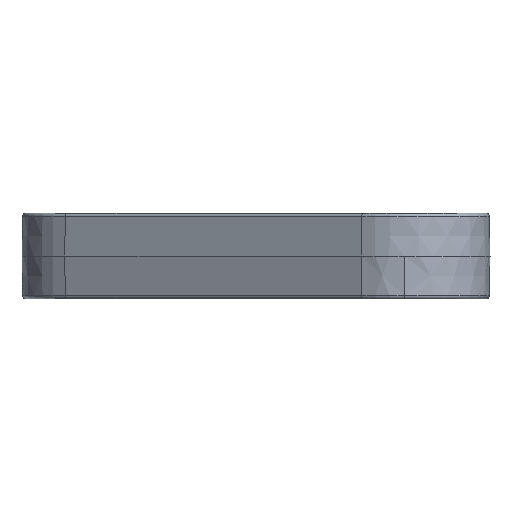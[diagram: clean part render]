
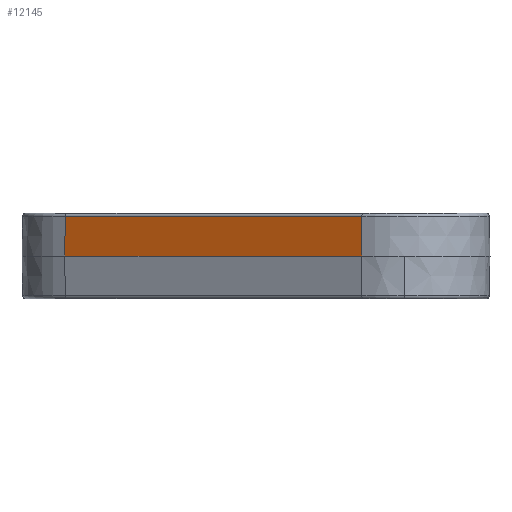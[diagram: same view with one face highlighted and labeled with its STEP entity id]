
A CAD part, left-side view. The second image highlights one B-rep face of the part: STEP entity #12145.
In plain terms, the highlighted planar face has unit normal (-0.866, 0.5, 0.018).
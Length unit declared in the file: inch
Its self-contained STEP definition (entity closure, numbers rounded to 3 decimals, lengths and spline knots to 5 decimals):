
#1251 = VERTEX_POINT ( 'NONE', #5914 ) ;
#2513 = ORIENTED_EDGE ( 'NONE', *, *, #16167, .T. ) ;
#2670 = CARTESIAN_POINT ( 'NONE',  ( -0.21477, 0.12399, 0.11517 ) ) ;
#3177 = EDGE_CURVE ( 'NONE', #1251, #17640, #16078, .T. ) ;
#4628 = ORIENTED_EDGE ( 'NONE', *, *, #10584, .T. ) ;
#4637 = DIRECTION ( 'NONE',  ( -0.866, 0.5, 0.017 ) ) ;
#4856 = CARTESIAN_POINT ( 'NONE',  ( -0.21477, 0.12399, 0.11517 ) ) ;
#5880 = CARTESIAN_POINT ( 'NONE',  ( 0.28349, 0.99103, 0. ) ) ;
#5889 = LINE ( 'NONE', #2670, #8386 ) ;
#5914 = CARTESIAN_POINT ( 'NONE',  ( -0.21651, 0.125, 0. ) ) ;
#6677 = DIRECTION ( 'NONE',  ( 0.5, 0.866, 0. ) ) ;
#6874 = CARTESIAN_POINT ( 'NONE',  ( -0.21651, 0.125, 0. ) ) ;
#7031 = VECTOR ( 'NONE', #11614, 39.37008 ) ;
#7181 = LINE ( 'NONE', #6874, #7031 ) ;
#7545 = FACE_OUTER_BOUND ( 'NONE', #13711, .T. ) ;
#8386 = VECTOR ( 'NONE', #15292, 39.37008 ) ;
#9009 = CARTESIAN_POINT ( 'NONE',  ( 0.28523, 0.99002, 0.11517 ) ) ;
#10584 = EDGE_CURVE ( 'NONE', #18659, #17640, #19972, .T. ) ;
#11602 = AXIS2_PLACEMENT_3D ( 'NONE', #15281, #4637, #17243 ) ;
#11614 = DIRECTION ( 'NONE',  ( -0.015, 0.009, -1. ) ) ;
#11691 = EDGE_CURVE ( 'NONE', #16338, #1251, #7181, .T. ) ;
#11764 = ORIENTED_EDGE ( 'NONE', *, *, #11691, .F. ) ;
#12145 = ADVANCED_FACE ( 'NONE', ( #7545 ), #12608, .T. ) ;
#12328 = VECTOR ( 'NONE', #18498, 39.37008 ) ;
#12608 = PLANE ( 'NONE',  #11602 ) ;
#12783 = VECTOR ( 'NONE', #6677, 39.37008 ) ;
#13711 = EDGE_LOOP ( 'NONE', ( #11764, #2513, #4628, #17517 ) ) ;
#14316 = CARTESIAN_POINT ( 'NONE',  ( -0.21651, 0.125, 0. ) ) ;
#15108 = CARTESIAN_POINT ( 'NONE',  ( 0.28349, 0.99103, 0. ) ) ;
#15281 = CARTESIAN_POINT ( 'NONE',  ( -0.21651, 0.125, 0. ) ) ;
#15292 = DIRECTION ( 'NONE',  ( 0.5, 0.866, 0. ) ) ;
#16078 = LINE ( 'NONE', #14316, #12783 ) ;
#16167 = EDGE_CURVE ( 'NONE', #16338, #18659, #5889, .T. ) ;
#16338 = VERTEX_POINT ( 'NONE', #4856 ) ;
#17243 = DIRECTION ( 'NONE',  ( -0.5, -0.866, 0. ) ) ;
#17517 = ORIENTED_EDGE ( 'NONE', *, *, #3177, .F. ) ;
#17640 = VERTEX_POINT ( 'NONE', #5880 ) ;
#18498 = DIRECTION ( 'NONE',  ( -0.015, 0.009, -1. ) ) ;
#18659 = VERTEX_POINT ( 'NONE', #9009 ) ;
#19972 = LINE ( 'NONE', #15108, #12328 ) ;
